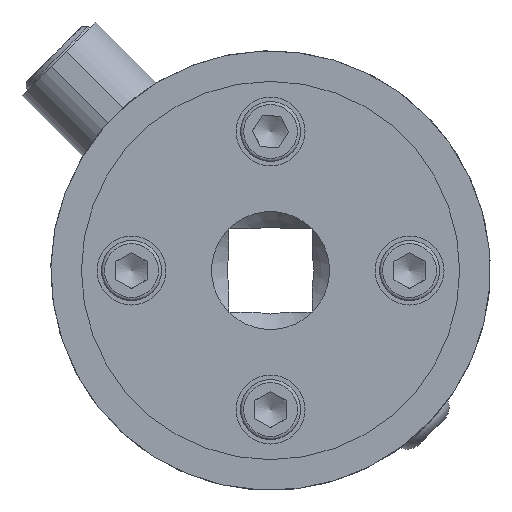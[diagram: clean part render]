
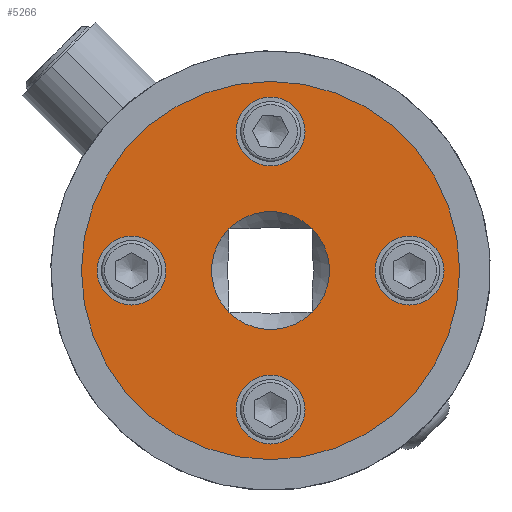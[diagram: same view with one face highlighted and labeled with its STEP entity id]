
A CAD part, front view. The second image highlights one B-rep face of the part: STEP entity #5266.
In plain terms, the highlighted planar face has unit normal (0, -1, 0).
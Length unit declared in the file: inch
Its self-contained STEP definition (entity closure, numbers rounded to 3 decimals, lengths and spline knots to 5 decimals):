
#275=LINE('',#8202,#542);
#276=LINE('',#8206,#543);
#277=LINE('',#8208,#544);
#278=LINE('',#8212,#545);
#279=LINE('',#8214,#546);
#280=LINE('',#8218,#547);
#281=LINE('',#8220,#548);
#282=LINE('',#8223,#549);
#542=VECTOR('',#6577,0.3937);
#543=VECTOR('',#6580,0.3937);
#544=VECTOR('',#6581,0.3937);
#545=VECTOR('',#6584,0.3937);
#546=VECTOR('',#6585,0.3937);
#547=VECTOR('',#6588,0.3937);
#548=VECTOR('',#6589,0.3937);
#549=VECTOR('',#6592,0.3937);
#886=FACE_BOUND('',#1527,.T.);
#887=FACE_BOUND('',#1528,.T.);
#888=FACE_BOUND('',#1529,.T.);
#889=FACE_BOUND('',#1530,.T.);
#890=FACE_BOUND('',#1531,.T.);
#1125=FACE_OUTER_BOUND('',#1526,.T.);
#1526=EDGE_LOOP('',(#3673));
#1527=EDGE_LOOP('',(#3674,#3675,#3676,#3677,#3678,#3679,#3680,#3681,#3682,
#3683,#3684,#3685));
#1528=EDGE_LOOP('',(#3686));
#1529=EDGE_LOOP('',(#3687));
#1530=EDGE_LOOP('',(#3688));
#1531=EDGE_LOOP('',(#3689));
#2006=CIRCLE('',#5704,0.85);
#2008=CIRCLE('',#5708,0.155);
#2011=CIRCLE('',#5713,0.155);
#2014=CIRCLE('',#5718,0.155);
#2017=CIRCLE('',#5723,0.155);
#2020=CIRCLE('',#5728,0.265);
#2021=CIRCLE('',#5729,0.265);
#2022=CIRCLE('',#5730,0.265);
#2023=CIRCLE('',#5731,0.265);
#2345=VERTEX_POINT('',#8162);
#2347=VERTEX_POINT('',#8168);
#2350=VERTEX_POINT('',#8176);
#2353=VERTEX_POINT('',#8184);
#2356=VERTEX_POINT('',#8192);
#2359=VERTEX_POINT('',#8200);
#2360=VERTEX_POINT('',#8201);
#2361=VERTEX_POINT('',#8203);
#2362=VERTEX_POINT('',#8205);
#2363=VERTEX_POINT('',#8207);
#2364=VERTEX_POINT('',#8209);
#2365=VERTEX_POINT('',#8211);
#2366=VERTEX_POINT('',#8213);
#2367=VERTEX_POINT('',#8215);
#2368=VERTEX_POINT('',#8217);
#2369=VERTEX_POINT('',#8219);
#2370=VERTEX_POINT('',#8221);
#2873=EDGE_CURVE('',#2345,#2345,#2006,.T.);
#2875=EDGE_CURVE('',#2347,#2347,#2008,.T.);
#2878=EDGE_CURVE('',#2350,#2350,#2011,.T.);
#2881=EDGE_CURVE('',#2353,#2353,#2014,.T.);
#2884=EDGE_CURVE('',#2356,#2356,#2017,.T.);
#2887=EDGE_CURVE('',#2359,#2360,#275,.T.);
#2888=EDGE_CURVE('',#2361,#2360,#2020,.T.);
#2889=EDGE_CURVE('',#2361,#2362,#276,.T.);
#2890=EDGE_CURVE('',#2362,#2363,#277,.T.);
#2891=EDGE_CURVE('',#2364,#2363,#2021,.T.);
#2892=EDGE_CURVE('',#2364,#2365,#278,.T.);
#2893=EDGE_CURVE('',#2365,#2366,#279,.T.);
#2894=EDGE_CURVE('',#2367,#2366,#2022,.T.);
#2895=EDGE_CURVE('',#2367,#2368,#280,.T.);
#2896=EDGE_CURVE('',#2368,#2369,#281,.T.);
#2897=EDGE_CURVE('',#2370,#2369,#2023,.T.);
#2898=EDGE_CURVE('',#2370,#2359,#282,.T.);
#3673=ORIENTED_EDGE('',*,*,#2873,.F.);
#3674=ORIENTED_EDGE('',*,*,#2887,.T.);
#3675=ORIENTED_EDGE('',*,*,#2888,.F.);
#3676=ORIENTED_EDGE('',*,*,#2889,.T.);
#3677=ORIENTED_EDGE('',*,*,#2890,.T.);
#3678=ORIENTED_EDGE('',*,*,#2891,.F.);
#3679=ORIENTED_EDGE('',*,*,#2892,.T.);
#3680=ORIENTED_EDGE('',*,*,#2893,.T.);
#3681=ORIENTED_EDGE('',*,*,#2894,.F.);
#3682=ORIENTED_EDGE('',*,*,#2895,.T.);
#3683=ORIENTED_EDGE('',*,*,#2896,.T.);
#3684=ORIENTED_EDGE('',*,*,#2897,.F.);
#3685=ORIENTED_EDGE('',*,*,#2898,.T.);
#3686=ORIENTED_EDGE('',*,*,#2875,.T.);
#3687=ORIENTED_EDGE('',*,*,#2878,.T.);
#3688=ORIENTED_EDGE('',*,*,#2881,.T.);
#3689=ORIENTED_EDGE('',*,*,#2884,.T.);
#4687=PLANE('',#5727);
#5266=ADVANCED_FACE('',(#1125,#886,#887,#888,#889,#890),#4687,.T.);
#5704=AXIS2_PLACEMENT_3D('',#8163,#6529,#6530);
#5708=AXIS2_PLACEMENT_3D('',#8169,#6537,#6538);
#5713=AXIS2_PLACEMENT_3D('',#8177,#6547,#6548);
#5718=AXIS2_PLACEMENT_3D('',#8185,#6557,#6558);
#5723=AXIS2_PLACEMENT_3D('',#8193,#6567,#6568);
#5727=AXIS2_PLACEMENT_3D('',#8199,#6575,#6576);
#5728=AXIS2_PLACEMENT_3D('',#8204,#6578,#6579);
#5729=AXIS2_PLACEMENT_3D('',#8210,#6582,#6583);
#5730=AXIS2_PLACEMENT_3D('',#8216,#6586,#6587);
#5731=AXIS2_PLACEMENT_3D('',#8222,#6590,#6591);
#6529=DIRECTION('center_axis',(0.,1.,0.));
#6530=DIRECTION('ref_axis',(0.,0.,
-1.));
#6537=DIRECTION('center_axis',(0.,1.,0.));
#6538=DIRECTION('ref_axis',(0.,0.,
-1.));
#6547=DIRECTION('center_axis',(0.,1.,0.));
#6548=DIRECTION('ref_axis',(0.,0.,
-1.));
#6557=DIRECTION('center_axis',(0.,1.,0.));
#6558=DIRECTION('ref_axis',(0.,0.,
-1.));
#6567=DIRECTION('center_axis',(0.,1.,0.));
#6568=DIRECTION('ref_axis',(0.,0.,
-1.));
#6575=DIRECTION('center_axis',(0.,-1.,0.));
#6576=DIRECTION('ref_axis',(-1.,0.,0.));
#6577=DIRECTION('',(-1.,0.,0.));
#6578=DIRECTION('center_axis',(0.,-1.,0.));
#6579=DIRECTION('ref_axis',(0.,0.,
1.));
#6580=DIRECTION('',(-1.,0.,0.));
#6581=DIRECTION('',(0.,0.,1.));
#6582=DIRECTION('center_axis',(0.,-1.,0.));
#6583=DIRECTION('ref_axis',(0.,0.,
1.));
#6584=DIRECTION('',(0.,0.,1.));
#6585=DIRECTION('',(1.,0.,0.));
#6586=DIRECTION('center_axis',(0.,-1.,0.));
#6587=DIRECTION('ref_axis',(0.,0.,
1.));
#6588=DIRECTION('',(1.,0.,0.));
#6589=DIRECTION('',(0.,0.,-1.));
#6590=DIRECTION('center_axis',(0.,-1.,0.));
#6591=DIRECTION('ref_axis',(0.,0.,
1.));
#6592=DIRECTION('',(0.,0.,-1.));
#8162=CARTESIAN_POINT('',(0.,-0.5,0.85));
#8163=CARTESIAN_POINT('Origin',(0.,-0.5,
0.));
#8168=CARTESIAN_POINT('',(-0.625,-0.5,-0.155));
#8169=CARTESIAN_POINT('Origin',(-0.625,-0.5,0.));
#8176=CARTESIAN_POINT('',(0.,-0.5,0.47));
#8177=CARTESIAN_POINT('Origin',(0.,-0.5,
0.625));
#8184=CARTESIAN_POINT('',(0.,-0.5,-0.78));
#8185=CARTESIAN_POINT('Origin',(0.,-0.5,
-0.625));
#8192=CARTESIAN_POINT('',(0.625,-0.5,-0.155));
#8193=CARTESIAN_POINT('Origin',(0.625,-0.5,0.));
#8199=CARTESIAN_POINT('Origin',(0.,-0.5,
0.));
#8200=CARTESIAN_POINT('',(0.188,-0.5,-0.188));
#8201=CARTESIAN_POINT('',(0.18676,-0.5,-0.188));
#8202=CARTESIAN_POINT('',(0.094,-0.5,-0.188));
#8203=CARTESIAN_POINT('',(-0.18676,-0.5,-0.188));
#8204=CARTESIAN_POINT('Origin',(0.,-0.5,
0.));
#8205=CARTESIAN_POINT('',(-0.188,-0.5,-0.188));
#8206=CARTESIAN_POINT('',(0.094,-0.5,-0.188));
#8207=CARTESIAN_POINT('',(-0.188,-0.5,-0.18676));
#8208=CARTESIAN_POINT('',(-0.188,-0.5,-0.094));
#8209=CARTESIAN_POINT('',(-0.188,-0.5,0.18676));
#8210=CARTESIAN_POINT('Origin',(0.,-0.5,
0.));
#8211=CARTESIAN_POINT('',(-0.188,-0.5,0.188));
#8212=CARTESIAN_POINT('',(-0.188,-0.5,-0.094));
#8213=CARTESIAN_POINT('',(-0.18676,-0.5,0.188));
#8214=CARTESIAN_POINT('',(-0.094,-0.5,0.188));
#8215=CARTESIAN_POINT('',(0.18676,-0.5,0.188));
#8216=CARTESIAN_POINT('Origin',(0.,-0.5,
0.));
#8217=CARTESIAN_POINT('',(0.188,-0.5,0.188));
#8218=CARTESIAN_POINT('',(-0.094,-0.5,0.188));
#8219=CARTESIAN_POINT('',(0.188,-0.5,0.18676));
#8220=CARTESIAN_POINT('',(0.188,-0.5,0.094));
#8221=CARTESIAN_POINT('',(0.188,-0.5,-0.18676));
#8222=CARTESIAN_POINT('Origin',(0.,-0.5,
0.));
#8223=CARTESIAN_POINT('',(0.188,-0.5,0.094));
